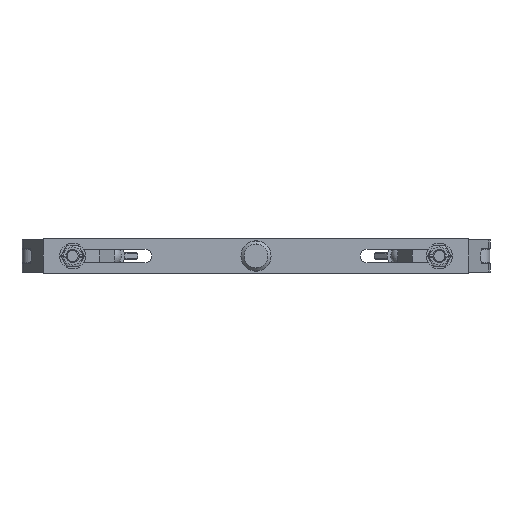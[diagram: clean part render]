
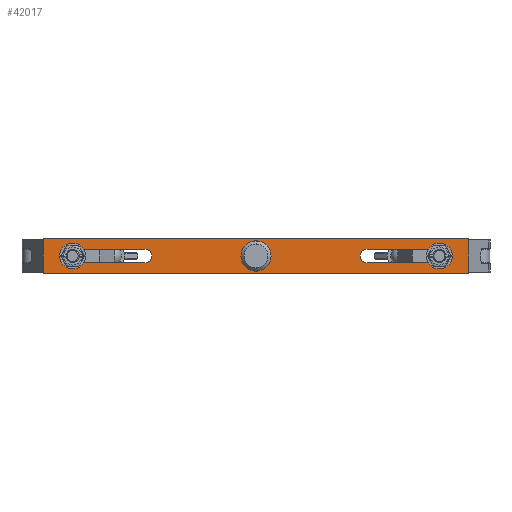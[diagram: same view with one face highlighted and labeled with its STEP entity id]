
A CAD part, front view. The second image highlights one B-rep face of the part: STEP entity #42017.
In plain terms, the highlighted planar face has unit normal (0, -1, 0).
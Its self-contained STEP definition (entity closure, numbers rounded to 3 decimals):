
#119 = DIRECTION ( 'NONE',  ( 0., 0., 1. ) ) ;
#450 = CARTESIAN_POINT ( 'NONE',  ( -197.5, -15.875, 15.875 ) ) ;
#2316 = DIRECTION ( 'NONE',  ( 0., 0., -1. ) ) ;
#3505 = DIRECTION ( 'NONE',  ( 0., 1., 0. ) ) ;
#5227 = AXIS2_PLACEMENT_3D ( 'NONE', #43140, #90676, #34520 ) ;
#5358 = EDGE_CURVE ( 'NONE', #95517, #111959, #55650, .T. ) ;
#6490 = CARTESIAN_POINT ( 'NONE',  ( 197.5, -15.875, -15.875 ) ) ;
#8665 = DIRECTION ( 'NONE',  ( 0., 0., 1. ) ) ;
#10145 = VECTOR ( 'NONE', #84151, 1000. ) ;
#11224 = CARTESIAN_POINT ( 'NONE',  ( 0., -15.875, -6.25 ) ) ;
#12572 = CARTESIAN_POINT ( 'NONE',  ( -103., -15.875, -6.25 ) ) ;
#12965 = DIRECTION ( 'NONE',  ( 0., 0., 1. ) ) ;
#14820 = CARTESIAN_POINT ( 'NONE',  ( 0., -15.875, 0. ) ) ;
#15092 = VECTOR ( 'NONE', #51088, 1000. ) ;
#17830 = CARTESIAN_POINT ( 'NONE',  ( -103., -15.875, 6.25 ) ) ;
#18327 = CARTESIAN_POINT ( 'NONE',  ( -170., -15.875, -6.25 ) ) ;
#18471 = ORIENTED_EDGE ( 'NONE', *, *, #24956, .F. ) ;
#18903 = LINE ( 'NONE', #120656, #67385 ) ;
#18980 = CARTESIAN_POINT ( 'NONE',  ( 103., -15.875, 0. ) ) ;
#19923 = AXIS2_PLACEMENT_3D ( 'NONE', #18980, #75159, #119 ) ;
#20164 = EDGE_CURVE ( 'NONE', #69860, #90959, #90623, .T. ) ;
#21253 = CARTESIAN_POINT ( 'NONE',  ( -103., -15.875, -6.25 ) ) ;
#21700 = ORIENTED_EDGE ( 'NONE', *, *, #68061, .T. ) ;
#23445 = EDGE_LOOP ( 'NONE', ( #66457, #21700, #49820, #94518 ) ) ;
#24609 = CIRCLE ( 'NONE', #110594, 6.25 ) ;
#24956 = EDGE_CURVE ( 'NONE', #86255, #60770, #81070, .T. ) ;
#24989 = ORIENTED_EDGE ( 'NONE', *, *, #20164, .T. ) ;
#25163 = ORIENTED_EDGE ( 'NONE', *, *, #5358, .T. ) ;
#27418 = VERTEX_POINT ( 'NONE', #450 ) ;
#27996 = VECTOR ( 'NONE', #88253, 1000. ) ;
#28049 = CARTESIAN_POINT ( 'NONE',  ( -170., -15.875, 0. ) ) ;
#28513 = AXIS2_PLACEMENT_3D ( 'NONE', #28049, #38260, #103080 ) ;
#34472 = ORIENTED_EDGE ( 'NONE', *, *, #50922, .T. ) ;
#34520 = DIRECTION ( 'NONE',  ( 0., 0., 1. ) ) ;
#35415 = ORIENTED_EDGE ( 'NONE', *, *, #108452, .T. ) ;
#38045 = ORIENTED_EDGE ( 'NONE', *, *, #107217, .T. ) ;
#38128 = ORIENTED_EDGE ( 'NONE', *, *, #107896, .T. ) ;
#38260 = DIRECTION ( 'NONE',  ( 0., 1., 0. ) ) ;
#39060 = FACE_BOUND ( 'NONE', #40670, .T. ) ;
#39801 = AXIS2_PLACEMENT_3D ( 'NONE', #111570, #55402, #8665 ) ;
#40670 = EDGE_LOOP ( 'NONE', ( #34472, #24989 ) ) ;
#41604 = CARTESIAN_POINT ( 'NONE',  ( 170., -15.875, 6.25 ) ) ;
#42017 = ADVANCED_FACE ( 'NONE', ( #43429, #121208, #39060, #93267 ), #83291, .F. ) ;
#43140 = CARTESIAN_POINT ( 'NONE',  ( -103., -15.875, 0. ) ) ;
#43429 = FACE_BOUND ( 'NONE', #74650, .T. ) ;
#44135 = VERTEX_POINT ( 'NONE', #105058 ) ;
#44314 = DIRECTION ( 'NONE',  ( 0., 0., 1. ) ) ;
#45130 = CARTESIAN_POINT ( 'NONE',  ( 170., -15.875, 0. ) ) ;
#45300 = LINE ( 'NONE', #112024, #10145 ) ;
#47304 = DIRECTION ( 'NONE',  ( 1., 0., 0. ) ) ;
#49820 = ORIENTED_EDGE ( 'NONE', *, *, #68517, .T. ) ;
#50922 = EDGE_CURVE ( 'NONE', #90959, #69860, #83427, .T. ) ;
#51088 = DIRECTION ( 'NONE',  ( -1., 0., 0. ) ) ;
#52435 = CARTESIAN_POINT ( 'NONE',  ( 103., -15.875, 6.25 ) ) ;
#52914 = LINE ( 'NONE', #79232, #27996 ) ;
#55402 = DIRECTION ( 'NONE',  ( 0., 1., 0. ) ) ;
#55650 = CIRCLE ( 'NONE', #19923, 6.25 ) ;
#56463 = DIRECTION ( 'NONE',  ( -1., 0., 0. ) ) ;
#57681 = CARTESIAN_POINT ( 'NONE',  ( 197.5, -15.875, 15.875 ) ) ;
#58378 = EDGE_CURVE ( 'NONE', #100668, #111251, #24609, .T. ) ;
#59362 = DIRECTION ( 'NONE',  ( -1., 0., 0. ) ) ;
#60770 = VERTEX_POINT ( 'NONE', #121324 ) ;
#61782 = CARTESIAN_POINT ( 'NONE',  ( 103., -15.875, -6.25 ) ) ;
#64155 = VERTEX_POINT ( 'NONE', #12572 ) ;
#66117 = LINE ( 'NONE', #112518, #118955 ) ;
#66457 = ORIENTED_EDGE ( 'NONE', *, *, #78206, .T. ) ;
#67385 = VECTOR ( 'NONE', #92339, 1000. ) ;
#68061 = EDGE_CURVE ( 'NONE', #104844, #44135, #94059, .T. ) ;
#68517 = EDGE_CURVE ( 'NONE', #44135, #77365, #66117, .T. ) ;
#68813 = CARTESIAN_POINT ( 'NONE',  ( 197.5, -15.875, -15.875 ) ) ;
#69860 = VERTEX_POINT ( 'NONE', #11224 ) ;
#70721 = ORIENTED_EDGE ( 'NONE', *, *, #58378, .T. ) ;
#72010 = AXIS2_PLACEMENT_3D ( 'NONE', #14820, #117719, #81200 ) ;
#74650 = EDGE_LOOP ( 'NONE', ( #70721, #111463, #25163, #35415 ) ) ;
#75159 = DIRECTION ( 'NONE',  ( 0., 1., 0. ) ) ;
#76821 = VERTEX_POINT ( 'NONE', #88308 ) ;
#77365 = VERTEX_POINT ( 'NONE', #17830 ) ;
#78206 = EDGE_CURVE ( 'NONE', #64155, #104844, #79934, .T. ) ;
#79232 = CARTESIAN_POINT ( 'NONE',  ( 103., -15.875, 6.25 ) ) ;
#79934 = LINE ( 'NONE', #21253, #84379 ) ;
#80824 = VECTOR ( 'NONE', #2316, 1000. ) ;
#81070 = LINE ( 'NONE', #68813, #15092 ) ;
#81200 = DIRECTION ( 'NONE',  ( 0., 0., 1. ) ) ;
#82463 = VECTOR ( 'NONE', #56463, 1000. ) ;
#83291 = PLANE ( 'NONE',  #39801 ) ;
#83427 = CIRCLE ( 'NONE', #115614, 6.25 ) ;
#84151 = DIRECTION ( 'NONE',  ( 0., 0., -1. ) ) ;
#84337 = EDGE_CURVE ( 'NONE', #111251, #95517, #18903, .T. ) ;
#84379 = VECTOR ( 'NONE', #59362, 1000. ) ;
#85128 = CARTESIAN_POINT ( 'NONE',  ( 0., -15.875, 6.25 ) ) ;
#86255 = VERTEX_POINT ( 'NONE', #6490 ) ;
#88253 = DIRECTION ( 'NONE',  ( 1., 0., 0. ) ) ;
#88308 = CARTESIAN_POINT ( 'NONE',  ( 197.5, -15.875, 15.875 ) ) ;
#90623 = CIRCLE ( 'NONE', #72010, 6.25 ) ;
#90676 = DIRECTION ( 'NONE',  ( 0., 1., 0. ) ) ;
#90959 = VERTEX_POINT ( 'NONE', #85128 ) ;
#92304 = EDGE_CURVE ( 'NONE', #77365, #64155, #117136, .T. ) ;
#92339 = DIRECTION ( 'NONE',  ( -1., 0., 0. ) ) ;
#93267 = FACE_OUTER_BOUND ( 'NONE', #102596, .T. ) ;
#94059 = CIRCLE ( 'NONE', #28513, 6.25 ) ;
#94518 = ORIENTED_EDGE ( 'NONE', *, *, #92304, .T. ) ;
#95517 = VERTEX_POINT ( 'NONE', #61782 ) ;
#99874 = EDGE_CURVE ( 'NONE', #76821, #86255, #45300, .T. ) ;
#100668 = VERTEX_POINT ( 'NONE', #41604 ) ;
#102596 = EDGE_LOOP ( 'NONE', ( #38128, #18471, #110928, #38045 ) ) ;
#103080 = DIRECTION ( 'NONE',  ( 0., 0., 1. ) ) ;
#104844 = VERTEX_POINT ( 'NONE', #18327 ) ;
#105058 = CARTESIAN_POINT ( 'NONE',  ( -170., -15.875, 6.25 ) ) ;
#107217 = EDGE_CURVE ( 'NONE', #76821, #27418, #117656, .T. ) ;
#107896 = EDGE_CURVE ( 'NONE', #27418, #60770, #111769, .T. ) ;
#108452 = EDGE_CURVE ( 'NONE', #111959, #100668, #52914, .T. ) ;
#109866 = CARTESIAN_POINT ( 'NONE',  ( 170., -15.875, -6.25 ) ) ;
#110594 = AXIS2_PLACEMENT_3D ( 'NONE', #45130, #118170, #44314 ) ;
#110928 = ORIENTED_EDGE ( 'NONE', *, *, #99874, .F. ) ;
#111251 = VERTEX_POINT ( 'NONE', #109866 ) ;
#111463 = ORIENTED_EDGE ( 'NONE', *, *, #84337, .T. ) ;
#111570 = CARTESIAN_POINT ( 'NONE',  ( 197.5, -15.875, 15.875 ) ) ;
#111769 = LINE ( 'NONE', #113830, #80824 ) ;
#111959 = VERTEX_POINT ( 'NONE', #52435 ) ;
#112024 = CARTESIAN_POINT ( 'NONE',  ( 197.5, -15.875, 15.875 ) ) ;
#112518 = CARTESIAN_POINT ( 'NONE',  ( -103., -15.875, 6.25 ) ) ;
#113830 = CARTESIAN_POINT ( 'NONE',  ( -197.5, -15.875, 15.875 ) ) ;
#115614 = AXIS2_PLACEMENT_3D ( 'NONE', #116259, #3505, #12965 ) ;
#116259 = CARTESIAN_POINT ( 'NONE',  ( 0., -15.875, 0. ) ) ;
#117136 = CIRCLE ( 'NONE', #5227, 6.25 ) ;
#117656 = LINE ( 'NONE', #57681, #82463 ) ;
#117719 = DIRECTION ( 'NONE',  ( 0., 1., 0. ) ) ;
#118170 = DIRECTION ( 'NONE',  ( 0., 1., 0. ) ) ;
#118955 = VECTOR ( 'NONE', #47304, 1000. ) ;
#120656 = CARTESIAN_POINT ( 'NONE',  ( 103., -15.875, -6.25 ) ) ;
#121208 = FACE_BOUND ( 'NONE', #23445, .T. ) ;
#121324 = CARTESIAN_POINT ( 'NONE',  ( -197.5, -15.875, -15.875 ) ) ;
